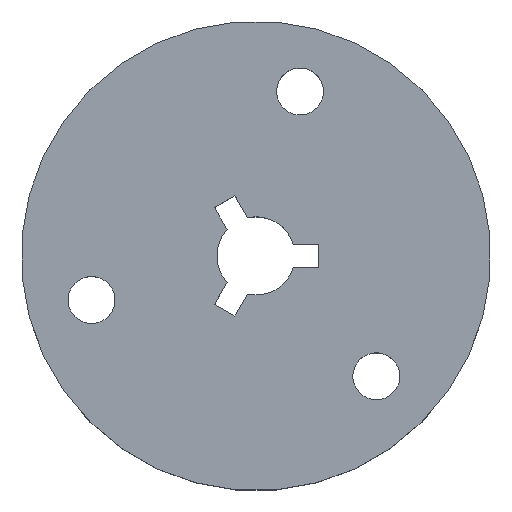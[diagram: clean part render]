
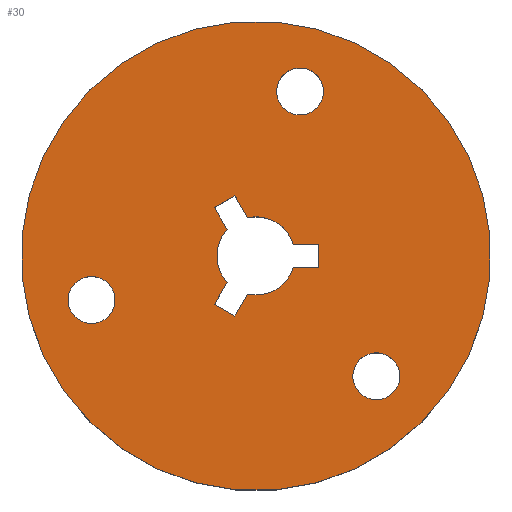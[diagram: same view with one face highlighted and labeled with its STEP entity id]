
A CAD part, top view. The second image highlights one B-rep face of the part: STEP entity #30.
In plain terms, the highlighted planar face has unit normal (0, 0, 1).
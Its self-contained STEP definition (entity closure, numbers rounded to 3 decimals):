
#30=ADVANCED_FACE('',(#74,#75,#76,#77,#52),#232,.T.);
#52=FACE_OUTER_BOUND('',#86,.F.);
#74=FACE_BOUND('',#82,.F.);
#75=FACE_BOUND('',#83,.F.);
#76=FACE_BOUND('',#84,.F.);
#77=FACE_BOUND('',#85,.F.);
#82=EDGE_LOOP('',(#112,#113,#114,#115,#116,#117,#118,#119,#120,#121,#122,#123));
#83=EDGE_LOOP('',(#124,#125));
#84=EDGE_LOOP('',(#126,#127));
#85=EDGE_LOOP('',(#128,#129));
#86=EDGE_LOOP('',(#130,#131));
#112=ORIENTED_EDGE('',*,*,#273,.T.);
#113=ORIENTED_EDGE('',*,*,#284,.T.);
#114=ORIENTED_EDGE('',*,*,#283,.T.);
#115=ORIENTED_EDGE('',*,*,#282,.T.);
#116=ORIENTED_EDGE('',*,*,#281,.T.);
#117=ORIENTED_EDGE('',*,*,#280,.T.);
#118=ORIENTED_EDGE('',*,*,#279,.T.);
#119=ORIENTED_EDGE('',*,*,#278,.T.);
#120=ORIENTED_EDGE('',*,*,#277,.T.);
#121=ORIENTED_EDGE('',*,*,#276,.T.);
#122=ORIENTED_EDGE('',*,*,#275,.T.);
#123=ORIENTED_EDGE('',*,*,#274,.T.);
#124=ORIENTED_EDGE('',*,*,#286,.T.);
#125=ORIENTED_EDGE('',*,*,#285,.T.);
#126=ORIENTED_EDGE('',*,*,#288,.T.);
#127=ORIENTED_EDGE('',*,*,#287,.T.);
#128=ORIENTED_EDGE('',*,*,#290,.T.);
#129=ORIENTED_EDGE('',*,*,#289,.T.);
#130=ORIENTED_EDGE('',*,*,#292,.F.);
#131=ORIENTED_EDGE('',*,*,#291,.F.);
#232=PLANE('',#500);
#251=CIRCLE('',#478,4.998);
#252=CIRCLE('',#479,4.998);
#253=CIRCLE('',#480,4.998);
#254=CIRCLE('',#481,3.);
#255=CIRCLE('',#482,3.);
#256=CIRCLE('',#483,3.);
#257=CIRCLE('',#484,3.);
#258=CIRCLE('',#485,3.);
#259=CIRCLE('',#486,3.);
#260=CIRCLE('',#487,30.);
#261=CIRCLE('',#488,30.);
#273=EDGE_CURVE('',#448,#447,#333,.T.);
#274=EDGE_CURVE('',#446,#448,#334,.T.);
#275=EDGE_CURVE('',#445,#446,#335,.T.);
#276=EDGE_CURVE('',#444,#445,#251,.T.);
#277=EDGE_CURVE('',#443,#444,#336,.T.);
#278=EDGE_CURVE('',#442,#443,#337,.T.);
#279=EDGE_CURVE('',#441,#442,#338,.T.);
#280=EDGE_CURVE('',#440,#441,#252,.T.);
#281=EDGE_CURVE('',#439,#440,#339,.T.);
#282=EDGE_CURVE('',#438,#439,#340,.T.);
#283=EDGE_CURVE('',#437,#438,#341,.T.);
#284=EDGE_CURVE('',#447,#437,#253,.T.);
#285=EDGE_CURVE('',#436,#435,#254,.T.);
#286=EDGE_CURVE('',#435,#436,#255,.T.);
#287=EDGE_CURVE('',#434,#433,#256,.T.);
#288=EDGE_CURVE('',#433,#434,#257,.T.);
#289=EDGE_CURVE('',#432,#431,#258,.T.);
#290=EDGE_CURVE('',#431,#432,#259,.T.);
#291=EDGE_CURVE('',#430,#429,#260,.T.);
#292=EDGE_CURVE('',#429,#430,#261,.T.);
#333=LINE('',#700,#371);
#334=LINE('',#701,#372);
#335=LINE('',#702,#373);
#336=LINE('',#704,#374);
#337=LINE('',#705,#375);
#338=LINE('',#706,#376);
#339=LINE('',#708,#377);
#340=LINE('',#709,#378);
#341=LINE('',#710,#379);
#371=VECTOR('',#528,3.23);
#372=VECTOR('',#529,3.);
#373=VECTOR('',#530,3.23);
#374=VECTOR('',#533,3.23);
#375=VECTOR('',#534,3.);
#376=VECTOR('',#535,3.23);
#377=VECTOR('',#538,3.23);
#378=VECTOR('',#539,3.);
#379=VECTOR('',#540,3.23);
#429=VERTEX_POINT('',#680);
#430=VERTEX_POINT('',#681);
#431=VERTEX_POINT('',#682);
#432=VERTEX_POINT('',#683);
#433=VERTEX_POINT('',#684);
#434=VERTEX_POINT('',#685);
#435=VERTEX_POINT('',#686);
#436=VERTEX_POINT('',#687);
#437=VERTEX_POINT('',#688);
#438=VERTEX_POINT('',#689);
#439=VERTEX_POINT('',#690);
#440=VERTEX_POINT('',#691);
#441=VERTEX_POINT('',#692);
#442=VERTEX_POINT('',#693);
#443=VERTEX_POINT('',#694);
#444=VERTEX_POINT('',#695);
#445=VERTEX_POINT('',#696);
#446=VERTEX_POINT('',#697);
#447=VERTEX_POINT('',#698);
#448=VERTEX_POINT('',#699);
#478=AXIS2_PLACEMENT_3D('',#703,#531,#532);
#479=AXIS2_PLACEMENT_3D('',#707,#536,#537);
#480=AXIS2_PLACEMENT_3D('',#711,#541,#542);
#481=AXIS2_PLACEMENT_3D('',#712,#543,#544);
#482=AXIS2_PLACEMENT_3D('',#713,#545,#546);
#483=AXIS2_PLACEMENT_3D('',#714,#547,#548);
#484=AXIS2_PLACEMENT_3D('',#715,#549,#550);
#485=AXIS2_PLACEMENT_3D('',#716,#551,#552);
#486=AXIS2_PLACEMENT_3D('',#717,#553,#554);
#487=AXIS2_PLACEMENT_3D('',#718,#555,#556);
#488=AXIS2_PLACEMENT_3D('',#719,#557,#558);
#500=AXIS2_PLACEMENT_3D('',#760,#610,#611);
#528=DIRECTION('',(0.5,0.866,0.));
#529=DIRECTION('',(0.866,-0.5,0.));
#530=DIRECTION('',(-0.5,-0.866,0.));
#531=DIRECTION('',(0.,0.,1.));
#532=DIRECTION('',(-0.737,0.676,0.));
#533=DIRECTION('',(0.5,-0.866,0.));
#534=DIRECTION('',(-0.866,-0.5,0.));
#535=DIRECTION('',(-0.5,0.866,0.));
#536=DIRECTION('',(0.,0.,1.));
#537=DIRECTION('',(0.954,0.3,0.));
#538=DIRECTION('',(-1.,0.,0.));
#539=DIRECTION('',(0.,1.,0.));
#540=DIRECTION('',(1.,0.,0.));
#541=DIRECTION('',(0.,0.,1.));
#542=DIRECTION('',(-0.217,-0.976,0.));
#543=DIRECTION('',(0.,0.,1.));
#544=DIRECTION('',(0.966,0.259,0.));
#545=DIRECTION('',(0.,0.,1.));
#546=DIRECTION('',(-0.966,-0.259,0.));
#547=DIRECTION('',(0.,0.,1.));
#548=DIRECTION('',(-0.259,-0.966,0.));
#549=DIRECTION('',(0.,0.,1.));
#550=DIRECTION('',(0.259,0.966,0.));
#551=DIRECTION('',(0.,0.,1.));
#552=DIRECTION('',(-0.707,0.707,0.));
#553=DIRECTION('',(0.,0.,1.));
#554=DIRECTION('',(0.707,-0.707,0.));
#555=DIRECTION('',(0.,0.,1.));
#556=DIRECTION('',(-0.707,0.707,0.));
#557=DIRECTION('',(0.,0.,1.));
#558=DIRECTION('',(0.707,-0.707,0.));
#610=DIRECTION('',(0.,0.,1.));
#611=DIRECTION('',(1.,0.,0.));
#680=CARTESIAN_POINT('',(63.64,-21.213,12.));
#681=CARTESIAN_POINT('',(21.213,21.213,12.));
#682=CARTESIAN_POINT('',(59.927,-17.501,12.));
#683=CARTESIAN_POINT('',(55.684,-13.258,12.));
#684=CARTESIAN_POINT('',(48.832,23.906,12.));
#685=CARTESIAN_POINT('',(47.279,18.111,12.));
#686=CARTESIAN_POINT('',(18.52,-6.406,12.));
#687=CARTESIAN_POINT('',(24.316,-4.853,12.));
#688=CARTESIAN_POINT('',(47.194,-1.5,12.));
#689=CARTESIAN_POINT('',(50.424,-1.5,12.));
#690=CARTESIAN_POINT('',(50.424,1.5,12.));
#691=CARTESIAN_POINT('',(47.194,1.5,12.));
#692=CARTESIAN_POINT('',(41.342,4.879,12.));
#693=CARTESIAN_POINT('',(39.726,7.676,12.));
#694=CARTESIAN_POINT('',(37.128,6.176,12.));
#695=CARTESIAN_POINT('',(38.744,3.379,12.));
#696=CARTESIAN_POINT('',(38.744,-3.379,12.));
#697=CARTESIAN_POINT('',(37.128,-6.176,12.));
#698=CARTESIAN_POINT('',(41.342,-4.879,12.));
#699=CARTESIAN_POINT('',(39.726,-7.676,12.));
#700=CARTESIAN_POINT('',(39.726,-7.676,12.));
#701=CARTESIAN_POINT('',(37.128,-6.176,12.));
#702=CARTESIAN_POINT('',(38.744,-3.379,12.));
#703=CARTESIAN_POINT('',(42.426,0.,12.));
#704=CARTESIAN_POINT('',(37.128,6.176,12.));
#705=CARTESIAN_POINT('',(39.726,7.676,12.));
#706=CARTESIAN_POINT('',(41.342,4.879,12.));
#707=CARTESIAN_POINT('',(42.426,0.,12.));
#708=CARTESIAN_POINT('',(50.424,1.5,12.));
#709=CARTESIAN_POINT('',(50.424,-1.5,12.));
#710=CARTESIAN_POINT('',(47.194,-1.5,12.));
#711=CARTESIAN_POINT('',(42.426,0.,12.));
#712=CARTESIAN_POINT('',(21.418,-5.629,12.));
#713=CARTESIAN_POINT('',(21.418,-5.629,12.));
#714=CARTESIAN_POINT('',(48.056,21.008,12.));
#715=CARTESIAN_POINT('',(48.056,21.008,12.));
#716=CARTESIAN_POINT('',(57.806,-15.379,12.));
#717=CARTESIAN_POINT('',(57.806,-15.379,12.));
#718=CARTESIAN_POINT('',(42.426,0.,12.));
#719=CARTESIAN_POINT('',(42.426,0.,12.));
#760=CARTESIAN_POINT('',(11.797,-30.629,12.));
